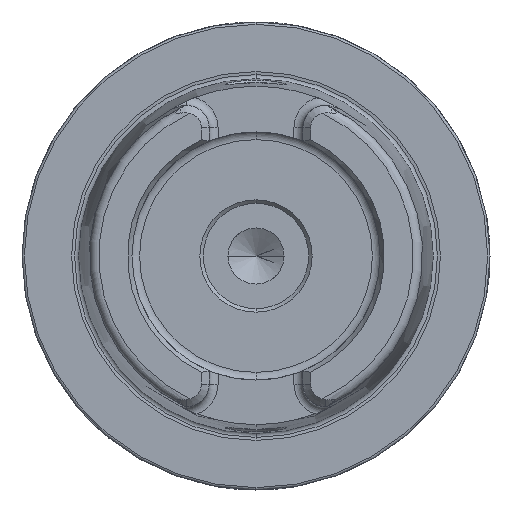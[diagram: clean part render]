
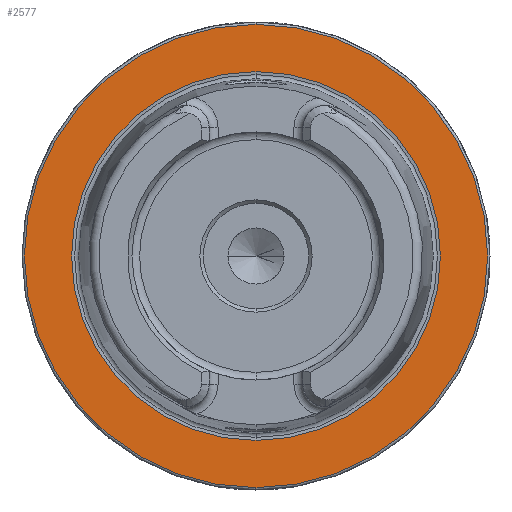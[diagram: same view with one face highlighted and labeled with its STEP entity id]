
A CAD part, left-side view. The second image highlights one B-rep face of the part: STEP entity #2577.
In plain terms, the highlighted planar face has unit normal (-1, 0, 0).
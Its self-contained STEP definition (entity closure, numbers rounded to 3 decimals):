
#1310 = CARTESIAN_POINT ( 'NONE',  ( 0., 0., 49.5 ) ) ;
#1311 = CARTESIAN_POINT ( 'NONE',  ( 0., 0., -49.5 ) ) ;
#1315 = CARTESIAN_POINT ( 'NONE',  ( 0., 0., -39.405 ) ) ;
#1316 = CARTESIAN_POINT ( 'NONE',  ( 0., 0., 39.405 ) ) ;
#2577 = ADVANCED_FACE ( 'NONE', ( #6016, #6014 ), #6519, .F. ) ;
#3381 = ORIENTED_EDGE ( 'NONE', *, *, #3457, .F. ) ;
#3457 = EDGE_CURVE ( 'NONE', #13153, #13152, #9435, .T. ) ;
#3458 = EDGE_CURVE ( 'NONE', #13148, #13147, #9438, .T. ) ;
#3509 = ORIENTED_EDGE ( 'NONE', *, *, #4986, .F. ) ;
#3510 = ORIENTED_EDGE ( 'NONE', *, *, #4982, .T. ) ;
#3511 = ORIENTED_EDGE ( 'NONE', *, *, #3458, .T. ) ;
#4982 = EDGE_CURVE ( 'NONE', #13147, #13148, #12557, .T. ) ;
#4986 = EDGE_CURVE ( 'NONE', #13152, #13153, #12560, .T. ) ;
#6014 = FACE_OUTER_BOUND ( 'NONE', #12283, .T. ) ;
#6016 = FACE_BOUND ( 'NONE', #12310, .T. ) ;
#6244 = AXIS2_PLACEMENT_3D ( 'NONE', #6516, #6521, #6522 ) ;
#6516 = CARTESIAN_POINT ( 'NONE',  ( 0., 49.5, 0. ) ) ;
#6519 = PLANE ( 'NONE',  #6244 ) ;
#6521 = DIRECTION ( 'NONE',  ( 1., 0., 0. ) ) ;
#6522 = DIRECTION ( 'NONE',  ( 0., 0., -1. ) ) ;
#7831 = AXIS2_PLACEMENT_3D ( 'NONE', #9198, #9199, #9200 ) ;
#7832 = AXIS2_PLACEMENT_3D ( 'NONE', #9201, #9202, #9203 ) ;
#9198 = CARTESIAN_POINT ( 'NONE',  ( 0., 0., 0. ) ) ;
#9199 = DIRECTION ( 'NONE',  ( -1., 0., 0. ) ) ;
#9200 = DIRECTION ( 'NONE',  ( 0., 0., 1. ) ) ;
#9201 = CARTESIAN_POINT ( 'NONE',  ( 0., 0., 0. ) ) ;
#9202 = DIRECTION ( 'NONE',  ( -1., 0., 0. ) ) ;
#9203 = DIRECTION ( 'NONE',  ( 0., 0., 1. ) ) ;
#9435 = CIRCLE ( 'NONE', #7831, 39.405 ) ;
#9438 = CIRCLE ( 'NONE', #7832, 49.5 ) ;
#11062 = AXIS2_PLACEMENT_3D ( 'NONE', #12237, #12238, #12240 ) ;
#11065 = AXIS2_PLACEMENT_3D ( 'NONE', #12264, #12266, #12268 ) ;
#12237 = CARTESIAN_POINT ( 'NONE',  ( 0., 0., 0. ) ) ;
#12238 = DIRECTION ( 'NONE',  ( -1., 0., 0. ) ) ;
#12240 = DIRECTION ( 'NONE',  ( 0., 0., 1. ) ) ;
#12264 = CARTESIAN_POINT ( 'NONE',  ( 0., 0., 0. ) ) ;
#12266 = DIRECTION ( 'NONE',  ( -1., 0., 0. ) ) ;
#12268 = DIRECTION ( 'NONE',  ( 0., 0., 1. ) ) ;
#12283 = EDGE_LOOP ( 'NONE', ( #3510, #3511 ) ) ;
#12310 = EDGE_LOOP ( 'NONE', ( #3381, #3509 ) ) ;
#12557 = CIRCLE ( 'NONE', #11062, 49.5 ) ;
#12560 = CIRCLE ( 'NONE', #11065, 39.405 ) ;
#13147 = VERTEX_POINT ( 'NONE', #1310 ) ;
#13148 = VERTEX_POINT ( 'NONE', #1311 ) ;
#13152 = VERTEX_POINT ( 'NONE', #1315 ) ;
#13153 = VERTEX_POINT ( 'NONE', #1316 ) ;
